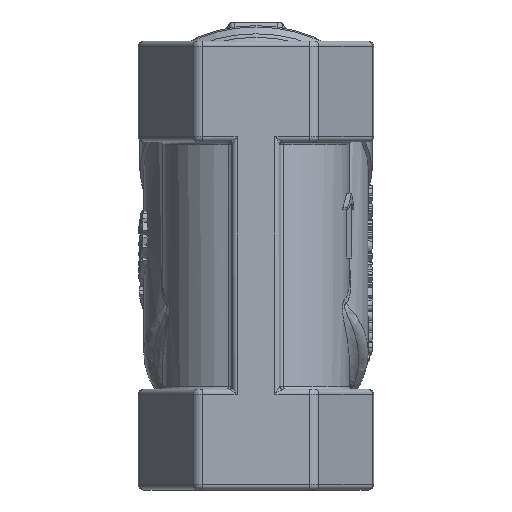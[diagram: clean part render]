
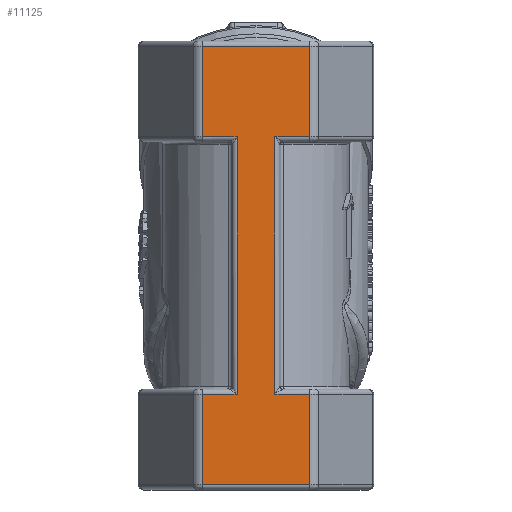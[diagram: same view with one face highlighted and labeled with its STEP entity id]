
A CAD part, front view. The second image highlights one B-rep face of the part: STEP entity #11125.
In plain terms, the highlighted planar face has unit normal (0, -1, 0).
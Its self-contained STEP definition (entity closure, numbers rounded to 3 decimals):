
#1082=LINE('',#15159,#1776);
#1085=LINE('',#15168,#1779);
#1092=LINE('',#15589,#1786);
#1106=LINE('',#16298,#1800);
#1107=LINE('',#16301,#1801);
#1132=LINE('',#16537,#1826);
#1133=LINE('',#16539,#1827);
#1134=LINE('',#16541,#1828);
#1135=LINE('',#16542,#1829);
#1136=LINE('',#16544,#1830);
#1137=LINE('',#16546,#1831);
#1138=LINE('',#16547,#1832);
#1776=VECTOR('',#12770,6.931);
#1779=VECTOR('',#12779,51.);
#1786=VECTOR('',#12836,6.931);
#1800=VECTOR('',#12944,6.931);
#1801=VECTOR('',#12949,51.);
#1826=VECTOR('',#13070,6.931);
#1827=VECTOR('',#13071,18.);
#1828=VECTOR('',#13072,21.362);
#1829=VECTOR('',#13073,18.);
#1830=VECTOR('',#13074,18.);
#1831=VECTOR('',#13075,21.362);
#1832=VECTOR('',#13076,18.);
#2434=PLANE('',#11919);
#2807=FACE_OUTER_BOUND('',#3475,.T.);
#3475=EDGE_LOOP('',(#7672,#7673,#7674,#7675,#7676,#7677,#7678,#7679,#7680,
#7681,#7682,#7683));
#4507=VERTEX_POINT('',#15106);
#4508=VERTEX_POINT('',#15158);
#4511=VERTEX_POINT('',#15166);
#4519=VERTEX_POINT('',#15335);
#4534=VERTEX_POINT('',#15587);
#4578=VERTEX_POINT('',#16251);
#4583=VERTEX_POINT('',#16297);
#4636=VERTEX_POINT('',#16536);
#4637=VERTEX_POINT('',#16538);
#4638=VERTEX_POINT('',#16540);
#4639=VERTEX_POINT('',#16543);
#4640=VERTEX_POINT('',#16545);
#5619=EDGE_CURVE('',#4507,#4508,#1082,.T.);
#5624=EDGE_CURVE('',#4511,#4507,#1085,.T.);
#5659=EDGE_CURVE('',#4534,#4519,#1092,.T.);
#5734=EDGE_CURVE('',#4578,#4583,#1106,.T.);
#5736=EDGE_CURVE('',#4578,#4519,#1107,.T.);
#5802=EDGE_CURVE('',#4636,#4511,#1132,.T.);
#5803=EDGE_CURVE('',#4637,#4636,#1133,.T.);
#5804=EDGE_CURVE('',#4638,#4637,#1134,.T.);
#5805=EDGE_CURVE('',#4638,#4583,#1135,.T.);
#5806=EDGE_CURVE('',#4534,#4639,#1136,.T.);
#5807=EDGE_CURVE('',#4640,#4639,#1137,.T.);
#5808=EDGE_CURVE('',#4508,#4640,#1138,.T.);
#7672=ORIENTED_EDGE('',*,*,#5624,.F.);
#7673=ORIENTED_EDGE('',*,*,#5802,.F.);
#7674=ORIENTED_EDGE('',*,*,#5803,.F.);
#7675=ORIENTED_EDGE('',*,*,#5804,.F.);
#7676=ORIENTED_EDGE('',*,*,#5805,.T.);
#7677=ORIENTED_EDGE('',*,*,#5734,.F.);
#7678=ORIENTED_EDGE('',*,*,#5736,.T.);
#7679=ORIENTED_EDGE('',*,*,#5659,.F.);
#7680=ORIENTED_EDGE('',*,*,#5806,.T.);
#7681=ORIENTED_EDGE('',*,*,#5807,.F.);
#7682=ORIENTED_EDGE('',*,*,#5808,.F.);
#7683=ORIENTED_EDGE('',*,*,#5619,.F.);
#11125=ADVANCED_FACE('',(#2807),#2434,.T.);
#11919=AXIS2_PLACEMENT_3D('',#16535,#13068,#13069);
#12770=DIRECTION('',(-1.,0.,0.));
#12779=DIRECTION('',(0.,0.,1.));
#12836=DIRECTION('',(-1.,0.,0.));
#12944=DIRECTION('',(1.,0.,0.));
#12949=DIRECTION('',(0.,0.,1.));
#13068=DIRECTION('center_axis',(0.,-1.,0.));
#13069=DIRECTION('ref_axis',(1.,0.,0.));
#13070=DIRECTION('',(1.,0.,0.));
#13071=DIRECTION('',(0.,0.,1.));
#13072=DIRECTION('',(-1.,0.,0.));
#13073=DIRECTION('',(0.,0.,1.));
#13074=DIRECTION('',(0.,0.,1.));
#13075=DIRECTION('',(1.,0.,0.));
#13076=DIRECTION('',(0.,0.,1.));
#15106=CARTESIAN_POINT('',(-3.75,-20.5,70.));
#15158=CARTESIAN_POINT('',(-10.681,-20.5,70.));
#15159=CARTESIAN_POINT('',(-5.34,-20.5,70.));
#15166=CARTESIAN_POINT('',(-3.75,-20.5,19.));
#15168=CARTESIAN_POINT('',(-3.75,-20.5,10.));
#15335=CARTESIAN_POINT('',(3.75,-20.5,70.));
#15587=CARTESIAN_POINT('',(10.681,-20.5,70.));
#15589=CARTESIAN_POINT('',(-5.34,-20.5,70.));
#16251=CARTESIAN_POINT('',(3.75,-20.5,19.));
#16297=CARTESIAN_POINT('',(10.681,-20.5,19.));
#16298=CARTESIAN_POINT('',(-5.34,-20.5,19.));
#16301=CARTESIAN_POINT('',(3.75,-20.5,10.));
#16535=CARTESIAN_POINT('Origin',(-10.681,-20.5,0.));
#16536=CARTESIAN_POINT('',(-10.681,-20.5,19.));
#16537=CARTESIAN_POINT('',(-5.34,-20.5,19.));
#16538=CARTESIAN_POINT('',(-10.681,-20.5,1.));
#16539=CARTESIAN_POINT('',(-10.681,-20.5,0.));
#16540=CARTESIAN_POINT('',(10.681,-20.5,1.));
#16541=CARTESIAN_POINT('',(-5.34,-20.5,1.));
#16542=CARTESIAN_POINT('',(10.681,-20.5,0.));
#16543=CARTESIAN_POINT('',(10.681,-20.5,88.));
#16544=CARTESIAN_POINT('',(10.681,-20.5,69.));
#16545=CARTESIAN_POINT('',(-10.681,-20.5,88.));
#16546=CARTESIAN_POINT('',(-5.34,-20.5,88.));
#16547=CARTESIAN_POINT('',(-10.681,-20.5,69.));
